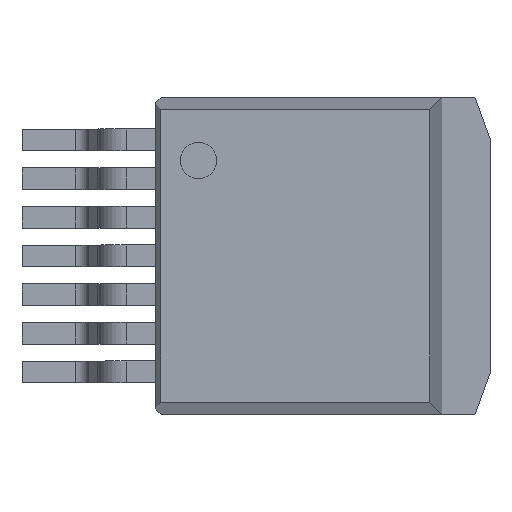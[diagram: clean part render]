
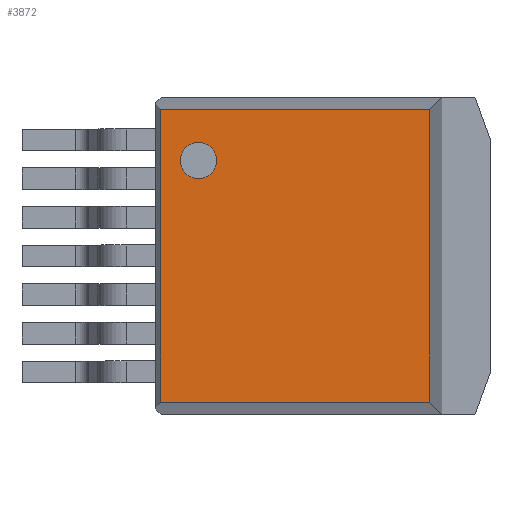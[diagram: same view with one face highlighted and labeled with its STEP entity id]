
A CAD part, top view. The second image highlights one B-rep face of the part: STEP entity #3872.
In plain terms, the highlighted free-form (B-spline) face has degree [1, 1] with [2, 2] control points.
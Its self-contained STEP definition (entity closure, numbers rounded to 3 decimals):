
#3540=CARTESIAN_POINT('',(-1.293,3.129,4.65));
#3541=VERTEX_POINT('',#3540);
#3550=CARTESIAN_POINT('',(-2.487,3.129,4.65));
#3551=VERTEX_POINT('',#3550);
#3552=CARTESIAN_POINT('',(-1.89,3.129,4.65));
#3553=DIRECTION('',(0.0,0.0,-1.0));
#3554=DIRECTION('',(1.0,0.0,0.0));
#3555=AXIS2_PLACEMENT_3D('',#3552,#3553,#3554);
#3556=CIRCLE('',#3555,0.597);
#3557=EDGE_CURVE('',#3551,#3541,#3556,.T.);
#3591=CARTESIAN_POINT('',(-1.89,3.129,4.65));
#3592=DIRECTION('',(0.0,0.0,-1.0));
#3593=DIRECTION('',(1.0,0.0,0.0));
#3594=AXIS2_PLACEMENT_3D('',#3591,#3592,#3593);
#3595=CIRCLE('',#3594,0.597);
#3596=EDGE_CURVE('',#3541,#3551,#3595,.T.);
#3616=CARTESIAN_POINT('',(5.705,4.805,4.65));
#3617=VERTEX_POINT('',#3616);
#3650=CARTESIAN_POINT('',(-3.135,4.805,4.65));
#3651=VERTEX_POINT('',#3650);
#3658=CARTESIAN_POINT('',(-3.135,4.805,4.65));
#3659=DIRECTION('',(1.0,0.0,0.0));
#3660=VECTOR('',#3659,8.84);
#3661=LINE('',#3658,#3660);
#3662=EDGE_CURVE('',#3651,#3617,#3661,.T.);
#3681=CARTESIAN_POINT('',(-3.135,-4.805,4.65));
#3682=VERTEX_POINT('',#3681);
#3689=CARTESIAN_POINT('',(-3.135,-4.805,4.65));
#3690=DIRECTION('',(0.0,1.0,0.0));
#3691=VECTOR('',#3690,9.61);
#3692=LINE('',#3689,#3691);
#3693=EDGE_CURVE('',#3682,#3651,#3692,.T.);
#3776=CARTESIAN_POINT('',(5.705,-4.805,4.65));
#3777=VERTEX_POINT('',#3776);
#3784=CARTESIAN_POINT('',(5.705,-4.805,4.65));
#3785=DIRECTION('',(-1.0,0.0,0.0));
#3786=VECTOR('',#3785,8.84);
#3787=LINE('',#3784,#3786);
#3788=EDGE_CURVE('',#3777,#3682,#3787,.T.);
#3801=CARTESIAN_POINT('',(5.705,4.805,4.65));
#3802=DIRECTION('',(0.0,-1.0,0.0));
#3803=VECTOR('',#3802,9.61);
#3804=LINE('',#3801,#3803);
#3805=EDGE_CURVE('',#3617,#3777,#3804,.T.);
#3857=CARTESIAN_POINT('',(-3.135,-4.805,4.65));
#3858=CARTESIAN_POINT('',(5.705,-4.805,4.65));
#3859=CARTESIAN_POINT('',(-3.135,4.805,4.65));
#3860=CARTESIAN_POINT('',(5.705,4.805,4.65));
#3861=B_SPLINE_SURFACE_WITH_KNOTS('',1,1,((#3857,#3859),(#3858,#3860)),.UNSPECIFIED.,.F.,.F.,.U.,(2,2),(2,2),(0.0,8.84),(0.0,9.61),.UNSPECIFIED.);
#3862=ORIENTED_EDGE('',*,*,#3662,.F.);
#3863=ORIENTED_EDGE('',*,*,#3693,.F.);
#3864=ORIENTED_EDGE('',*,*,#3788,.F.);
#3865=ORIENTED_EDGE('',*,*,#3805,.F.);
#3866=EDGE_LOOP('',(#3862,#3863,#3864,#3865));
#3867=FACE_OUTER_BOUND('',#3866,.T.);
#3868=ORIENTED_EDGE('',*,*,#3596,.T.);
#3869=ORIENTED_EDGE('',*,*,#3557,.T.);
#3870=EDGE_LOOP('',(#3868,#3869));
#3871=FACE_BOUND('',#3870,.T.);
#3872=ADVANCED_FACE('',(#3867,#3871),#3861,.T.);
